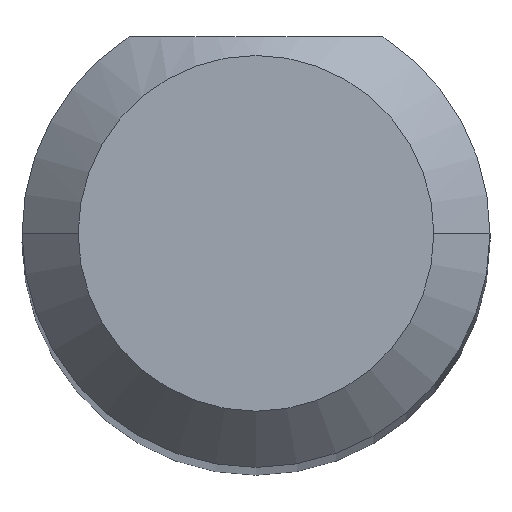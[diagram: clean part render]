
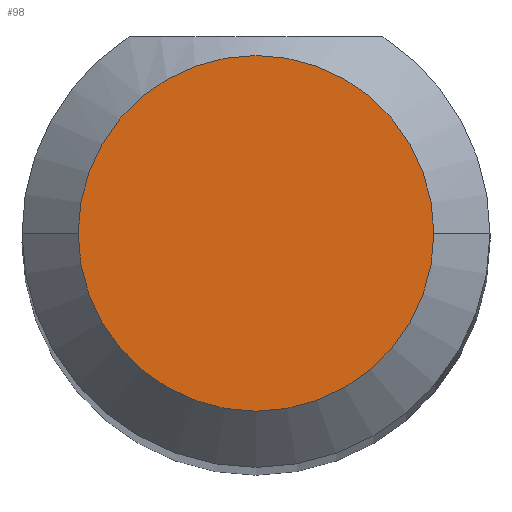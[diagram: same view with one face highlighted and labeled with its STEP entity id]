
A CAD part, top view. The second image highlights one B-rep face of the part: STEP entity #98.
In plain terms, the highlighted planar face has unit normal (0, 0, 1).
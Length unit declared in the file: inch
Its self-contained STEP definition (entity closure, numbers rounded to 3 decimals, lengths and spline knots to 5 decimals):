
#76 = DIRECTION ( 'NONE',  ( 0., 0., -1. ) ) ;
#86 = CARTESIAN_POINT ( 'NONE',  ( 0.25, 0., 1.5 ) ) ;
#98 = ADVANCED_FACE ( 'NONE', ( #563 ), #164, .T. ) ;
#147 = VERTEX_POINT ( 'NONE', #541 ) ;
#160 = EDGE_LOOP ( 'NONE', ( #380, #507 ) ) ;
#164 = PLANE ( 'NONE',  #512 ) ;
#172 = DIRECTION ( 'NONE',  ( 0., 0., 1. ) ) ;
#210 = DIRECTION ( 'NONE',  ( -1., 0., 0. ) ) ;
#255 = DIRECTION ( 'NONE',  ( 0., 0., -1. ) ) ;
#341 = CARTESIAN_POINT ( 'NONE',  ( 0.25, 0., 1.5 ) ) ;
#362 = EDGE_CURVE ( 'NONE', #403, #147, #485, .T. ) ;
#371 = CARTESIAN_POINT ( 'NONE',  ( 0.25, 0., 1.5 ) ) ;
#379 = AXIS2_PLACEMENT_3D ( 'NONE', #341, #255, #385 ) ;
#380 = ORIENTED_EDGE ( 'NONE', *, *, #362, .F. ) ;
#385 = DIRECTION ( 'NONE',  ( -1., 0., 0. ) ) ;
#396 = AXIS2_PLACEMENT_3D ( 'NONE', #371, #76, #210 ) ;
#401 = EDGE_CURVE ( 'NONE', #147, #403, #414, .T. ) ;
#403 = VERTEX_POINT ( 'NONE', #562 ) ;
#414 = CIRCLE ( 'NONE', #379, 0.0475 ) ;
#476 = DIRECTION ( 'NONE',  ( -1., 0., 0. ) ) ;
#485 = CIRCLE ( 'NONE', #396, 0.0475 ) ;
#507 = ORIENTED_EDGE ( 'NONE', *, *, #401, .F. ) ;
#512 = AXIS2_PLACEMENT_3D ( 'NONE', #86, #172, #476 ) ;
#541 = CARTESIAN_POINT ( 'NONE',  ( 0.2025, 0., 1.5 ) ) ;
#562 = CARTESIAN_POINT ( 'NONE',  ( 0.2975, 0., 1.5 ) ) ;
#563 = FACE_OUTER_BOUND ( 'NONE', #160, .T. ) ;
